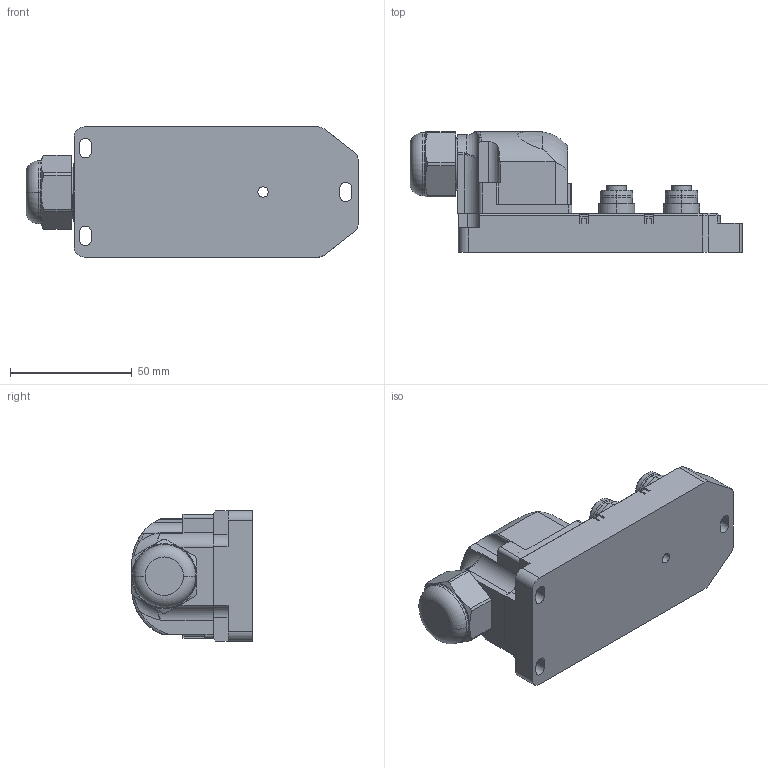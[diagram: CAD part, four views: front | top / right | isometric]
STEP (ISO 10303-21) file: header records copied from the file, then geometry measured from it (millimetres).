
FILE_DESCRIPTION((''),'2;1');
FILE_NAME('JB4M12-4P-J','2019-02-11T',('Dell'),(''),'CREO PARAMETRIC BY PTC INC, 2017020','CREO PARAMETRIC BY PTC INC, 2017020','');
FILE_SCHEMA(('CONFIG_CONTROL_DESIGN'));
Length unit declared in the file: millimetre
Products named in the file (1): JB4M12-4P-J
Bounding box: 136.35 x 49.6 x 53.5 mm (x, y, z)
Volume: 165915.7 mm3; surface area: 31684.9 mm2
Topology: 1 solids, 5 shells, 720 faces, 1837 edges, 1219 vertices
Faces by surface type: plane 350, cylinder 283, cone 48, sphere 18, bspline 14, torus 7
Entity records: 23063 total; most frequent: CARTESIAN_POINT 5121, DIRECTION 3869, ORIENTED_EDGE 3638, EDGE_CURVE 1819, AXIS2_PLACEMENT_3D 1466, VERTEX_POINT 1219, VECTOR 937, LINE 937
